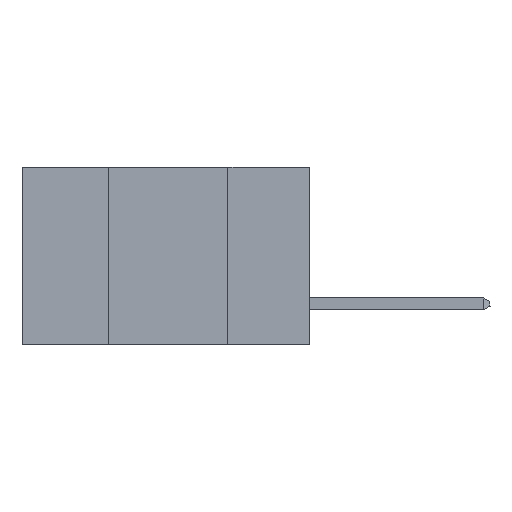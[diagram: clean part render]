
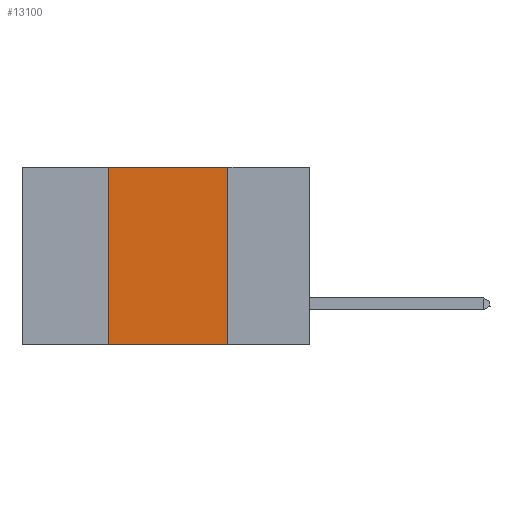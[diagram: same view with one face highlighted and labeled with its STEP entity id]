
A CAD part, left-side view. The second image highlights one B-rep face of the part: STEP entity #13100.
In plain terms, the highlighted planar face has unit normal (-1, 0, 0).
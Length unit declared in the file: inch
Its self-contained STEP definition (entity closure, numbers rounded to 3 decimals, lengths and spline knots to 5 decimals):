
#955 = CARTESIAN_POINT ( 'NONE',  ( 0., 0.17, -0.37 ) ) ;
#2080 = ORIENTED_EDGE ( 'NONE', *, *, #10161, .T. ) ;
#2828 = ORIENTED_EDGE ( 'NONE', *, *, #17597, .F. ) ;
#2997 = CARTESIAN_POINT ( 'NONE',  ( 0., 0.6, 0. ) ) ;
#3758 = DIRECTION ( 'NONE',  ( 0., 0., -1. ) ) ;
#3909 = VECTOR ( 'NONE', #3758, 39.37008 ) ;
#4695 = DIRECTION ( 'NONE',  ( 0., 0., -1. ) ) ;
#5034 = ORIENTED_EDGE ( 'NONE', *, *, #17043, .F. ) ;
#5999 = CARTESIAN_POINT ( 'NONE',  ( 0., 0.6, -0.37 ) ) ;
#6004 = DIRECTION ( 'NONE',  ( 0., 0., 1. ) ) ;
#6742 = CARTESIAN_POINT ( 'NONE',  ( 0., 0.6, 0. ) ) ;
#7033 = VERTEX_POINT ( 'NONE', #21439 ) ;
#7873 = LINE ( 'NONE', #16051, #3909 ) ;
#8447 = CARTESIAN_POINT ( 'NONE',  ( 0., 0.42, -0.37 ) ) ;
#10161 = EDGE_CURVE ( 'NONE', #15487, #17540, #24042, .T. ) ;
#11866 = VECTOR ( 'NONE', #21614, 39.37008 ) ;
#12505 = VECTOR ( 'NONE', #18445, 39.37008 ) ;
#12546 = CARTESIAN_POINT ( 'NONE',  ( 0., 0.42, 0. ) ) ;
#12800 = FACE_OUTER_BOUND ( 'NONE', #17360, .T. ) ;
#13100 = ADVANCED_FACE ( 'NONE', ( #12800 ), #25822, .F. ) ;
#13484 = LINE ( 'NONE', #12546, #25019 ) ;
#15487 = VERTEX_POINT ( 'NONE', #8447 ) ;
#16041 = VERTEX_POINT ( 'NONE', #24999 ) ;
#16051 = CARTESIAN_POINT ( 'NONE',  ( 0., 0.17, 0. ) ) ;
#17043 = EDGE_CURVE ( 'NONE', #7033, #16041, #20085, .T. ) ;
#17360 = EDGE_LOOP ( 'NONE', ( #2828, #5034, #23866, #2080 ) ) ;
#17540 = VERTEX_POINT ( 'NONE', #955 ) ;
#17597 = EDGE_CURVE ( 'NONE', #16041, #17540, #7873, .T. ) ;
#18445 = DIRECTION ( 'NONE',  ( 0., -1., 0. ) ) ;
#20085 = LINE ( 'NONE', #2997, #11866 ) ;
#21439 = CARTESIAN_POINT ( 'NONE',  ( 0., 0.42, 0. ) ) ;
#21614 = DIRECTION ( 'NONE',  ( 0., -1., 0. ) ) ;
#23431 = EDGE_CURVE ( 'NONE', #15487, #7033, #13484, .T. ) ;
#23866 = ORIENTED_EDGE ( 'NONE', *, *, #23431, .F. ) ;
#24042 = LINE ( 'NONE', #5999, #12505 ) ;
#24999 = CARTESIAN_POINT ( 'NONE',  ( 0., 0.17, 0. ) ) ;
#25019 = VECTOR ( 'NONE', #6004, 39.37008 ) ;
#25822 = PLANE ( 'NONE',  #26037 ) ;
#26016 = DIRECTION ( 'NONE',  ( 1., 0., 0. ) ) ;
#26037 = AXIS2_PLACEMENT_3D ( 'NONE', #6742, #26016, #4695 ) ;
